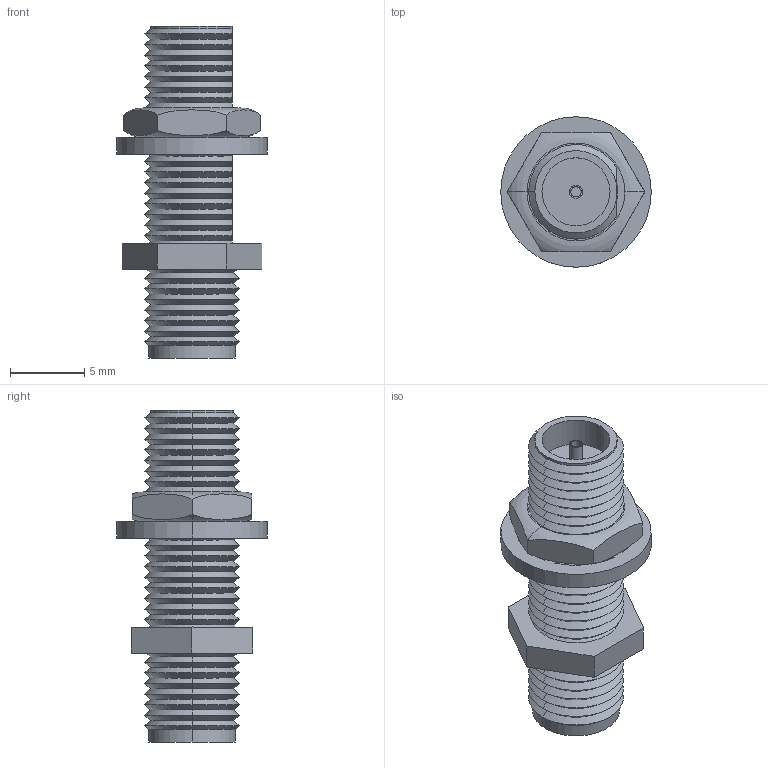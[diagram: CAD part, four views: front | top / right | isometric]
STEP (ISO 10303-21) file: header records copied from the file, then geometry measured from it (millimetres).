
FILE_DESCRIPTION (( 'STEP AP214' ), '1' );
FILE_NAME ('AXA-RSJRSJB_3D.step', '2025-04-17T23:26:08', ( '' ), ( '' ), 'SwSTEP 2.0', 'SolidWorks 2022', '' );
FILE_SCHEMA (( 'AUTOMOTIVE_DESIGN' ));
Length unit declared in the file: inch
Products named in the file (4): AXA-RSJRSJB-MA3; AXA-RSJRSJB-MA1; AXA-RSJRSJB_3D; AXA-RSJRSJB-MA2
Assembly tree (3 placements, depth 2):
  AXA-RSJRSJB_3D
    AXA-RSJRSJB-MA1
    AXA-RSJRSJB-MA2
    AXA-RSJRSJB-MA3
Bounding box: 10.11 x 10.11 x 22.3 mm (x, y, z)
Volume: 690.7 mm3; surface area: 1061.2 mm2
Topology: 3 solids, 3 shells, 183 faces, 473 edges, 304 vertices
Faces by surface type: cone 92, plane 57, cylinder 30, torus 4
Entity records: 6319 total; most frequent: CARTESIAN_POINT 1448, ORIENTED_EDGE 946, DIRECTION 938, EDGE_CURVE 473, AXIS2_PLACEMENT_3D 370, VERTEX_POINT 304, LINE 198, VECTOR 198
